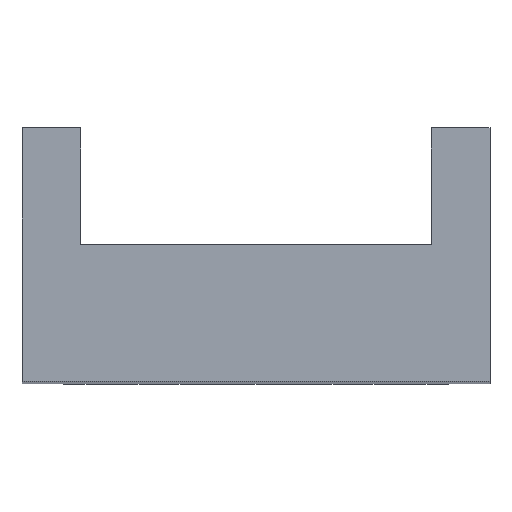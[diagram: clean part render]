
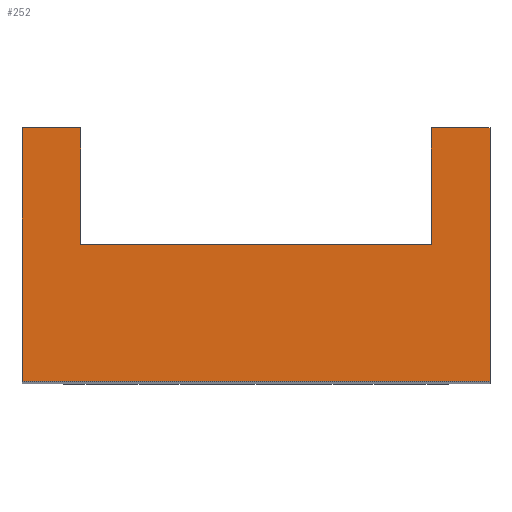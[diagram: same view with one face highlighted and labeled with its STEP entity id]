
A CAD part, top view. The second image highlights one B-rep face of the part: STEP entity #252.
In plain terms, the highlighted planar face has unit normal (0, 0, 1).
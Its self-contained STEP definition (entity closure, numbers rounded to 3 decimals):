
#34=FACE_OUTER_BOUND('',#48,.T.);
#48=EDGE_LOOP('',(#217,#218,#219,#220,#221,#222,#223,#224));
#52=LINE('',#356,#81);
#58=LINE('',#368,#87);
#64=LINE('',#381,#93);
#69=LINE('',#393,#98);
#71=LINE('',#397,#100);
#74=LINE('',#406,#103);
#78=LINE('',#415,#107);
#79=LINE('',#417,#108);
#81=VECTOR('',#290,10.);
#87=VECTOR('',#300,10.);
#93=VECTOR('',#310,10.);
#98=VECTOR('',#321,10.);
#100=VECTOR('',#325,10.);
#103=VECTOR('',#334,10.);
#107=VECTOR('',#344,10.);
#108=VECTOR('',#347,10.);
#109=VERTEX_POINT('',#352);
#111=VERTEX_POINT('',#355);
#115=VERTEX_POINT('',#367);
#120=VERTEX_POINT('',#379);
#124=VERTEX_POINT('',#391);
#125=VERTEX_POINT('',#395);
#127=VERTEX_POINT('',#403);
#130=VERTEX_POINT('',#413);
#132=EDGE_CURVE('',#109,#111,#52,.T.);
#138=EDGE_CURVE('',#111,#115,#58,.T.);
#145=EDGE_CURVE('',#120,#109,#64,.T.);
#151=EDGE_CURVE('',#120,#124,#69,.T.);
#153=EDGE_CURVE('',#125,#124,#71,.T.);
#157=EDGE_CURVE('',#127,#125,#74,.T.);
#162=EDGE_CURVE('',#130,#115,#78,.T.);
#163=EDGE_CURVE('',#127,#130,#79,.T.);
#217=ORIENTED_EDGE('',*,*,#163,.T.);
#218=ORIENTED_EDGE('',*,*,#162,.T.);
#219=ORIENTED_EDGE('',*,*,#138,.F.);
#220=ORIENTED_EDGE('',*,*,#132,.F.);
#221=ORIENTED_EDGE('',*,*,#145,.F.);
#222=ORIENTED_EDGE('',*,*,#151,.T.);
#223=ORIENTED_EDGE('',*,*,#153,.F.);
#224=ORIENTED_EDGE('',*,*,#157,.F.);
#239=PLANE('',#283);
#252=ADVANCED_FACE('',(#34),#239,.T.);
#283=AXIS2_PLACEMENT_3D('',#416,#345,#346);
#290=DIRECTION('',(0.,1.,0.));
#300=DIRECTION('',(1.,0.,0.));
#310=DIRECTION('',(1.,0.,0.));
#321=DIRECTION('',(0.,1.,0.));
#325=DIRECTION('',(1.,0.,0.));
#334=DIRECTION('',(0.,1.,0.));
#344=DIRECTION('',(0.,1.,0.));
#345=DIRECTION('center_axis',(0.,0.,1.));
#346=DIRECTION('ref_axis',(1.,0.,0.));
#347=DIRECTION('',(1.,0.,0.));
#352=CARTESIAN_POINT('',(10.5,3.5,0.));
#355=CARTESIAN_POINT('',(10.5,6.5,0.));
#356=CARTESIAN_POINT('',(10.5,3.5,0.));
#367=CARTESIAN_POINT('',(12.,6.5,0.));
#368=CARTESIAN_POINT('',(12.,6.5,0.));
#379=CARTESIAN_POINT('',(1.5,3.5,0.));
#381=CARTESIAN_POINT('',(0.,3.5,0.));
#391=CARTESIAN_POINT('',(1.5,6.5,0.));
#393=CARTESIAN_POINT('',(1.5,3.5,0.));
#395=CARTESIAN_POINT('',(0.,6.5,0.));
#397=CARTESIAN_POINT('',(0.,6.5,0.));
#403=CARTESIAN_POINT('',(0.,0.,0.));
#406=CARTESIAN_POINT('',(0.,0.,0.));
#413=CARTESIAN_POINT('',(12.,0.,0.));
#415=CARTESIAN_POINT('',(12.,0.,0.));
#416=CARTESIAN_POINT('Origin',(0.,0.,0.));
#417=CARTESIAN_POINT('',(0.,0.,0.));
